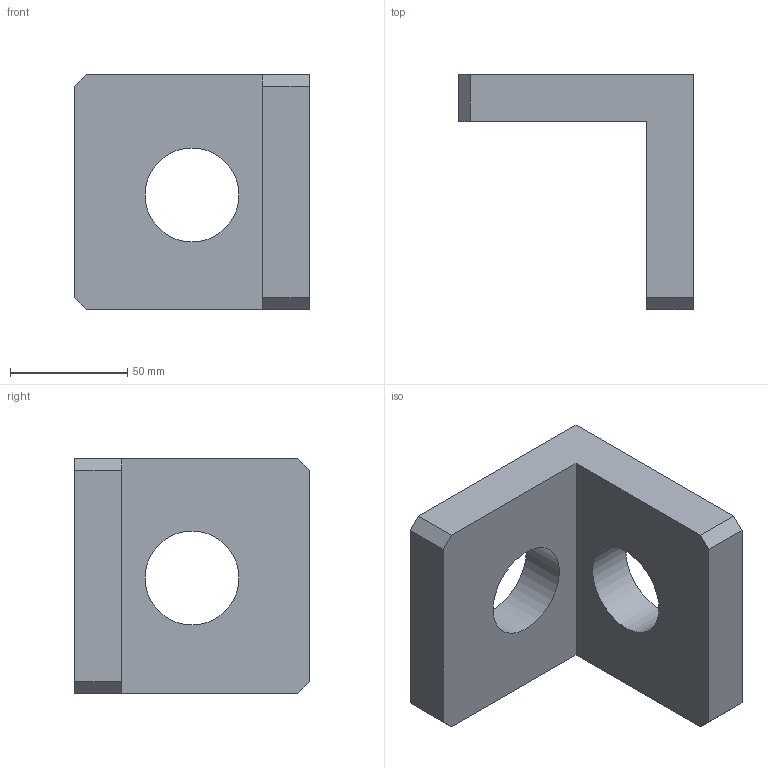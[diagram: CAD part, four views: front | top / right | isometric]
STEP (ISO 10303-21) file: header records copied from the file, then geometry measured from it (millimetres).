
FILE_DESCRIPTION(('FreeCAD Model'),'2;1');
FILE_NAME('A12.step','2018-01-26T16:15:30',( 'Author'),(''),'Open CASCADE STEP processor 7.1','FreeCAD','Unknown' );
FILE_SCHEMA(('AUTOMOTIVE_DESIGN { 1 0 10303 214 1 1 1 1 }'));
Length unit declared in the file: millimetre
Products named in the file (1): Chamfer001
Bounding box: 100 x 100 x 100 mm (x, y, z)
Volume: 308776 mm3; surface area: 46867.8 mm2
Topology: 1 solids, 1 shells, 14 faces, 36 edges, 24 vertices
Faces by surface type: plane 12, cylinder 2
Full cylindrical faces by diameter (mm): 39.983 x2
Entity records: 1010 total; most frequent: CARTESIAN_POINT 147, DIRECTION 142, LINE 100, VECTOR 100, ORIENTED_EDGE 72, PCURVE 72, DEFINITIONAL_REPRESENTATION 72, EDGE_CURVE 36
